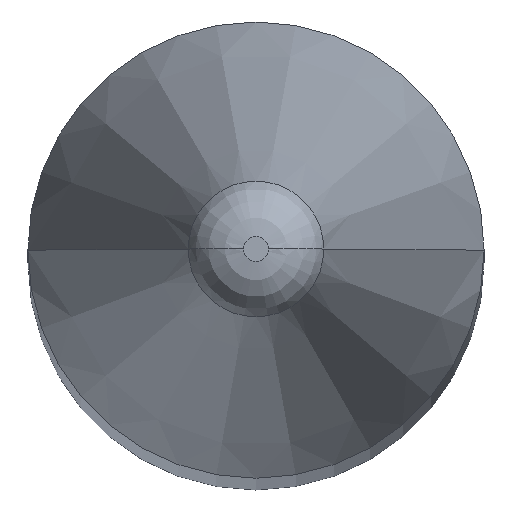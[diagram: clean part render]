
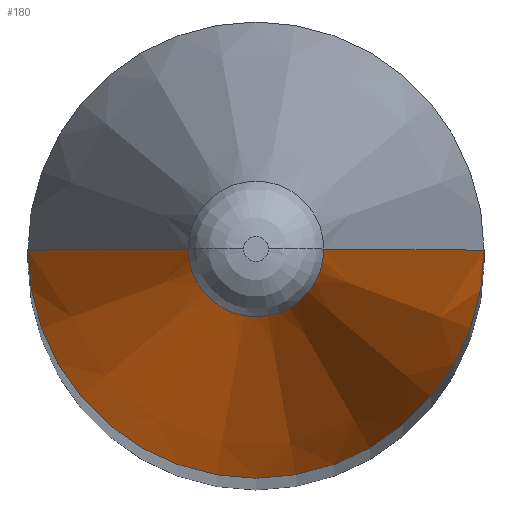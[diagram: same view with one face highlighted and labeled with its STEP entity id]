
A CAD part, top view. The second image highlights one B-rep face of the part: STEP entity #180.
In plain terms, the highlighted conical face has half-angle 14.036 degrees and reference radius 0 mm.
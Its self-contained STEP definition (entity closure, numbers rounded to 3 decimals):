
#63=CARTESIAN_POINT('Vertex',(30.19,178.676,133.)) ;
#77=CARTESIAN_POINT('Vertex',(22.19,178.676,133.)) ;
#97=CARTESIAN_POINT('Axis2P3D Location',(26.19,178.676,133.)) ;
#142=CARTESIAN_POINT('Vertex',(27.38,178.676,144.243)) ;
#144=CARTESIAN_POINT('Vertex',(25.001,178.676,144.243)) ;
#147=CARTESIAN_POINT('Line Origine',(28.69,178.676,139.)) ;
#152=CARTESIAN_POINT('Line Origine',(23.69,178.676,139.)) ;
#164=CARTESIAN_POINT('Axis2P3D Location',(26.19,178.676,149.)) ;
#169=CARTESIAN_POINT('Axis2P3D Location',(26.19,178.676,144.243)) ;
#98=DIRECTION('Axis2P3D Direction',(0.,0.,1.)) ;
#148=DIRECTION('Vector Direction',(0.243,0.,-0.97)) ;
#153=DIRECTION('Vector Direction',(-0.243,0.,-0.97)) ;
#165=DIRECTION('Axis2P3D Direction',(0.,0.,-1.)) ;
#166=DIRECTION('Axis2P3D XDirection',(-0.104,0.995,0.)) ;
#170=DIRECTION('Axis2P3D Direction',(0.,0.,1.)) ;
#99=AXIS2_PLACEMENT_3D('Circle Axis2P3D',#97,#98,$) ;
#167=AXIS2_PLACEMENT_3D('Cone Axis2P3D',#164,#165,#166) ;
#171=AXIS2_PLACEMENT_3D('Circle Axis2P3D',#169,#170,$) ;
#175=ORIENTED_EDGE('',*,*,#173,.F.) ;
#176=ORIENTED_EDGE('',*,*,#156,.T.) ;
#177=ORIENTED_EDGE('',*,*,#101,.T.) ;
#178=ORIENTED_EDGE('',*,*,#151,.F.) ;
#149=VECTOR('Line Direction',#148,1.) ;
#154=VECTOR('Line Direction',#153,1.) ;
#180=ADVANCED_FACE('PartBody',(#179),#168,.T.) ;
#100=CIRCLE('generated circle',#99,4.) ;
#172=CIRCLE('generated circle',#171,1.189) ;
#168=CONICAL_SURFACE('Cone',#167,0.,0.245) ;
#101=EDGE_CURVE('',#78,#64,#100,.T.) ;
#151=EDGE_CURVE('',#143,#64,#150,.T.) ;
#156=EDGE_CURVE('',#145,#78,#155,.T.) ;
#173=EDGE_CURVE('',#145,#143,#172,.T.) ;
#174=EDGE_LOOP('',(#175,#176,#177,#178)) ;
#179=FACE_OUTER_BOUND('',#174,.T.) ;
#150=LINE('Line',#147,#149) ;
#155=LINE('Line',#152,#154) ;
#64=VERTEX_POINT('',#63) ;
#78=VERTEX_POINT('',#77) ;
#143=VERTEX_POINT('',#142) ;
#145=VERTEX_POINT('',#144) ;
